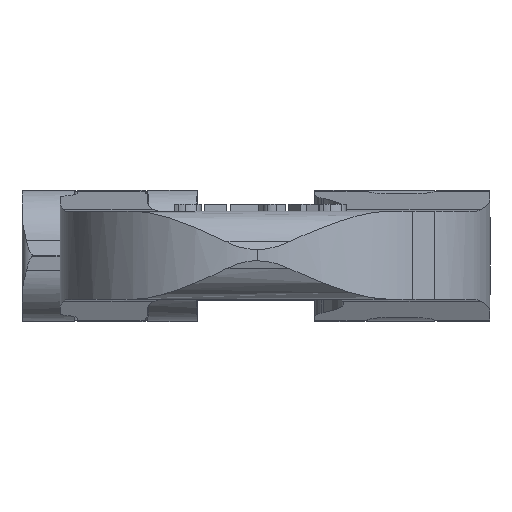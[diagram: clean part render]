
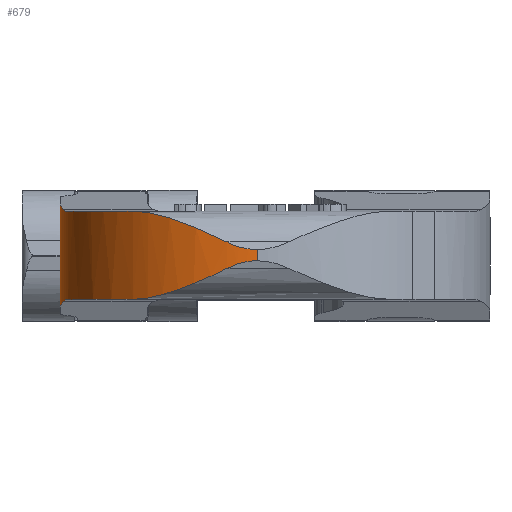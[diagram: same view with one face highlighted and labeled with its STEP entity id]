
A CAD part, top view. The second image highlights one B-rep face of the part: STEP entity #679.
In plain terms, the highlighted cylindrical face has radius 27.64 mm (diameter 55.28 mm), a partial arc.
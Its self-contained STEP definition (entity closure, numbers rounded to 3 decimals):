
#679=ADVANCED_FACE('',(#1492),#1493,.T.);
#1492=FACE_OUTER_BOUND('',#3013,.T.);
#1493=CYLINDRICAL_SURFACE('',#3014,27.64);
#3013=EDGE_LOOP('',(#5466,#5467,#5468,#5469,#5470,#5471,#5472,#5473,#5474,#5475,#5476,#5477,#5478,#5479,#5480));
#3014=AXIS2_PLACEMENT_3D('',#5481,#5482,#5483);
#5466=ORIENTED_EDGE('',*,*,#7265,.T.);
#5467=ORIENTED_EDGE('',*,*,#7293,.T.);
#5468=ORIENTED_EDGE('',*,*,#7304,.T.);
#5469=ORIENTED_EDGE('',*,*,#7307,.T.);
#5470=ORIENTED_EDGE('',*,*,#7311,.T.);
#5471=ORIENTED_EDGE('',*,*,#7440,.T.);
#5472=ORIENTED_EDGE('',*,*,#7316,.T.);
#5473=ORIENTED_EDGE('',*,*,#7319,.T.);
#5474=ORIENTED_EDGE('',*,*,#7141,.T.);
#5475=ORIENTED_EDGE('',*,*,#7322,.T.);
#5476=ORIENTED_EDGE('',*,*,#7330,.T.);
#5477=ORIENTED_EDGE('',*,*,#7338,.T.);
#5478=ORIENTED_EDGE('',*,*,#6756,.T.);
#5479=ORIENTED_EDGE('',*,*,#7344,.T.);
#5480=ORIENTED_EDGE('',*,*,#7441,.F.);
#5481=CARTESIAN_POINT('',(0.3,0.0,40.75));
#5482=DIRECTION('',(-0.0,-1.0,0.0));
#5483=DIRECTION('',(-1.0,0.0,0.0));
#6756=EDGE_CURVE('',#7933,#7937,#7939,.T.);
#7141=EDGE_CURVE('',#8521,#8519,#8522,.T.);
#7265=EDGE_CURVE('',#8724,#8722,#8725,.T.);
#7293=EDGE_CURVE('',#8722,#8772,#8774,.T.);
#7304=EDGE_CURVE('',#8772,#8790,#8792,.T.);
#7307=EDGE_CURVE('',#8790,#8795,#8796,.T.);
#7311=EDGE_CURVE('',#8795,#8801,#8802,.T.);
#7316=EDGE_CURVE('',#8806,#8808,#8810,.T.);
#7319=EDGE_CURVE('',#8808,#8521,#8813,.T.);
#7322=EDGE_CURVE('',#8519,#8816,#8817,.T.);
#7330=EDGE_CURVE('',#8816,#8828,#8829,.T.);
#7338=EDGE_CURVE('',#8828,#7933,#8840,.T.);
#7344=EDGE_CURVE('',#7937,#8846,#8847,.T.);
#7440=EDGE_CURVE('',#8801,#8806,#8982,.T.);
#7441=EDGE_CURVE('',#8724,#8846,#8983,.T.);
#7933=VERTEX_POINT('',#9694);
#7937=VERTEX_POINT('',#9704);
#7939=B_SPLINE_CURVE_WITH_KNOTS('',3,(#9707,#9708,#9709,#9710,#9711,#9712),.UNSPECIFIED.,.F.,.F.,(4,2,4),(0.0,0.108,0.253),.UNSPECIFIED.);
#8519=VERTEX_POINT('',#10839);
#8521=VERTEX_POINT('',#10842);
#8522=CIRCLE('',#10843,27.64);
#8722=VERTEX_POINT('',#11248);
#8724=VERTEX_POINT('',#11251);
#8725=ELLIPSE('',#11252,28.017,27.64);
#8772=VERTEX_POINT('',#11349);
#8774=B_SPLINE_CURVE_WITH_KNOTS('',3,(#11352,#11353,#11354,#11355,#11356,#11357),.UNSPECIFIED.,.F.,.F.,(4,2,4),(0.0,0.145,0.254),.UNSPECIFIED.);
#8790=VERTEX_POINT('',#11385);
#8792=CIRCLE('',#11388,27.64);
#8795=VERTEX_POINT('',#11391);
#8796=B_SPLINE_CURVE_WITH_KNOTS('',3,(#11392,#11393,#11394,#11395,#11396,#11397,#11398,#11399),.UNSPECIFIED.,.F.,.F.,(4,2,2,4),(0.0,0.55,1.019,1.52),.UNSPECIFIED.);
#8801=VERTEX_POINT('',#11412);
#8802=ELLIPSE('',#11413,95.63,27.64);
#8806=VERTEX_POINT('',#11417);
#8808=VERTEX_POINT('',#11419);
#8810=ELLIPSE('',#11422,95.63,27.64);
#8813=B_SPLINE_CURVE_WITH_KNOTS('',3,(#11432,#11433,#11434,#11435,#11436,#11437,#11438,#11439),.UNSPECIFIED.,.F.,.F.,(4,2,2,4),(0.,0.417,0.932,1.357),.UNSPECIFIED.);
#8816=VERTEX_POINT('',#11442);
#8817=B_SPLINE_CURVE_WITH_KNOTS('',3,(#11443,#11444,#11445,#11446,#11447,#11448),.UNSPECIFIED.,.F.,.F.,(4,2,4),(0.,0.016,0.033),.UNSPECIFIED.);
#8828=VERTEX_POINT('',#11476);
#8829=CIRCLE('',#11477,27.64);
#8840=B_SPLINE_CURVE_WITH_KNOTS('',3,(#11490,#11491,#11492,#11493,#11494,#11495),.UNSPECIFIED.,.F.,.F.,(4,2,4),(0.0,0.108,0.253),.UNSPECIFIED.);
#8846=VERTEX_POINT('',#11518);
#8847=ELLIPSE('',#11519,28.017,27.64);
#8982=LINE('',#11795,#11796);
#8983=LINE('',#11797,#11798);
#9694=CARTESIAN_POINT('',(-26.567,15.55,47.241));
#9704=CARTESIAN_POINT('',(-26.868,15.715,45.836));
#9707=CARTESIAN_POINT('',(-26.292,15.513,48.288));
#9708=CARTESIAN_POINT('',(-26.391,15.513,47.94));
#9709=CARTESIAN_POINT('',(-26.482,15.525,47.591));
#9710=CARTESIAN_POINT('',(-26.68,15.582,46.773));
#9711=CARTESIAN_POINT('',(-26.78,15.637,46.305));
#9712=CARTESIAN_POINT('',(-26.868,15.715,45.836));
#10839=CARTESIAN_POINT('',(-23.042,15.513,55.552));
#10842=CARTESIAN_POINT('',(-17.102,15.513,62.225));
#10843=AXIS2_PLACEMENT_3D('',#13339,#13340,#13341);
#11248=CARTESIAN_POINT('',(-26.868,2.911,45.836));
#11251=CARTESIAN_POINT('',(-27.34,2.069,40.75));
#11252=AXIS2_PLACEMENT_3D('',#13468,#13469,#13470);
#11349=CARTESIAN_POINT('',(-26.292,3.113,48.288));
#11352=CARTESIAN_POINT('',(-26.868,2.911,45.836));
#11353=CARTESIAN_POINT('',(-26.78,2.989,46.305));
#11354=CARTESIAN_POINT('',(-26.68,3.044,46.773));
#11355=CARTESIAN_POINT('',(-26.482,3.101,47.591));
#11356=CARTESIAN_POINT('',(-26.391,3.113,47.94));
#11357=CARTESIAN_POINT('',(-26.292,3.113,48.288));
#11385=CARTESIAN_POINT('',(-17.102,3.113,62.225));
#11388=AXIS2_PLACEMENT_3D('',#13529,#13530,#13531);
#11391=CARTESIAN_POINT('',(-3.931,7.45,68.064));
#11392=CARTESIAN_POINT('',(-17.102,3.113,62.225));
#11393=CARTESIAN_POINT('',(-15.678,3.113,63.378));
#11394=CARTESIAN_POINT('',(-14.062,3.457,64.437));
#11395=CARTESIAN_POINT('',(-11.048,4.35,66.002));
#11396=CARTESIAN_POINT('',(-9.644,4.883,66.581));
#11397=CARTESIAN_POINT('',(-6.741,6.104,67.524));
#11398=CARTESIAN_POINT('',(-5.232,6.783,67.863));
#11399=CARTESIAN_POINT('',(-3.931,7.45,68.064));
#11412=CARTESIAN_POINT('',(0.3,8.529,68.39));
#11413=AXIS2_PLACEMENT_3D('',#13536,#13537,#13538);
#11417=CARTESIAN_POINT('',(0.3,10.097,68.39));
#11419=CARTESIAN_POINT('',(-3.931,11.176,68.064));
#11422=AXIS2_PLACEMENT_3D('',#13546,#13547,#13548);
#11432=CARTESIAN_POINT('',(-3.931,11.176,68.064));
#11433=CARTESIAN_POINT('',(-5.156,11.805,67.874));
#11434=CARTESIAN_POINT('',(-6.565,12.44,67.564));
#11435=CARTESIAN_POINT('',(-9.699,13.774,66.582));
#11436=CARTESIAN_POINT('',(-11.419,14.422,65.857));
#11437=CARTESIAN_POINT('',(-14.491,15.251,64.153));
#11438=CARTESIAN_POINT('',(-15.867,15.513,63.225));
#11439=CARTESIAN_POINT('',(-17.102,15.513,62.225));
#11442=CARTESIAN_POINT('',(-23.611,15.513,54.614));
#11443=CARTESIAN_POINT('',(-23.042,15.513,55.552));
#11444=CARTESIAN_POINT('',(-23.07,15.513,55.508));
#11445=CARTESIAN_POINT('',(-23.138,15.51,55.403));
#11446=CARTESIAN_POINT('',(-23.367,15.51,55.03));
#11447=CARTESIAN_POINT('',(-23.489,15.513,54.826));
#11448=CARTESIAN_POINT('',(-23.611,15.513,54.614));
#11476=CARTESIAN_POINT('',(-26.292,15.513,48.288));
#11477=AXIS2_PLACEMENT_3D('',#13551,#13552,#13553);
#11490=CARTESIAN_POINT('',(-26.292,15.513,48.288));
#11491=CARTESIAN_POINT('',(-26.391,15.513,47.94));
#11492=CARTESIAN_POINT('',(-26.482,15.525,47.591));
#11493=CARTESIAN_POINT('',(-26.68,15.582,46.773));
#11494=CARTESIAN_POINT('',(-26.78,15.637,46.305));
#11495=CARTESIAN_POINT('',(-26.868,15.715,45.836));
#11518=CARTESIAN_POINT('',(-27.34,16.558,40.75));
#11519=AXIS2_PLACEMENT_3D('',#13565,#13566,#13567);
#11795=CARTESIAN_POINT('',(0.3,0.0,68.39));
#11796=VECTOR('',#13656,10.0);
#11797=CARTESIAN_POINT('',(-27.34,0.0,40.75));
#11798=VECTOR('',#13657,10.0);
#13339=CARTESIAN_POINT('',(0.3,15.513,40.75));
#13340=DIRECTION('',(-0.0,-1.0,0.));
#13341=DIRECTION('',(-1.0,0.0,0.0));
#13468=CARTESIAN_POINT('',(0.3,2.069,40.75));
#13469=DIRECTION('',(0.,0.987,-0.163));
#13470=DIRECTION('',(0.0,0.163,0.987));
#13529=CARTESIAN_POINT('',(0.3,3.113,40.75));
#13530=DIRECTION('',(0.0,1.0,0.));
#13531=DIRECTION('',(-1.0,0.0,0.0));
#13536=CARTESIAN_POINT('',(0.3,-83.019,40.75));
#13537=DIRECTION('',(0.,0.289,-0.957));
#13538=DIRECTION('',(0.,0.957,0.289));
#13546=CARTESIAN_POINT('',(0.3,101.645,40.75));
#13547=DIRECTION('',(0.,-0.289,-0.957));
#13548=DIRECTION('',(0.,-0.957,0.289));
#13551=CARTESIAN_POINT('',(0.3,15.513,40.75));
#13552=DIRECTION('',(-0.0,-1.0,0.));
#13553=DIRECTION('',(-1.0,0.0,0.0));
#13565=CARTESIAN_POINT('',(0.3,16.558,40.75));
#13566=DIRECTION('',(0.,-0.987,-0.163));
#13567=DIRECTION('',(0.,-0.163,0.987));
#13656=DIRECTION('',(0.0,1.0,0.0));
#13657=DIRECTION('',(0.0,1.0,0.0));
